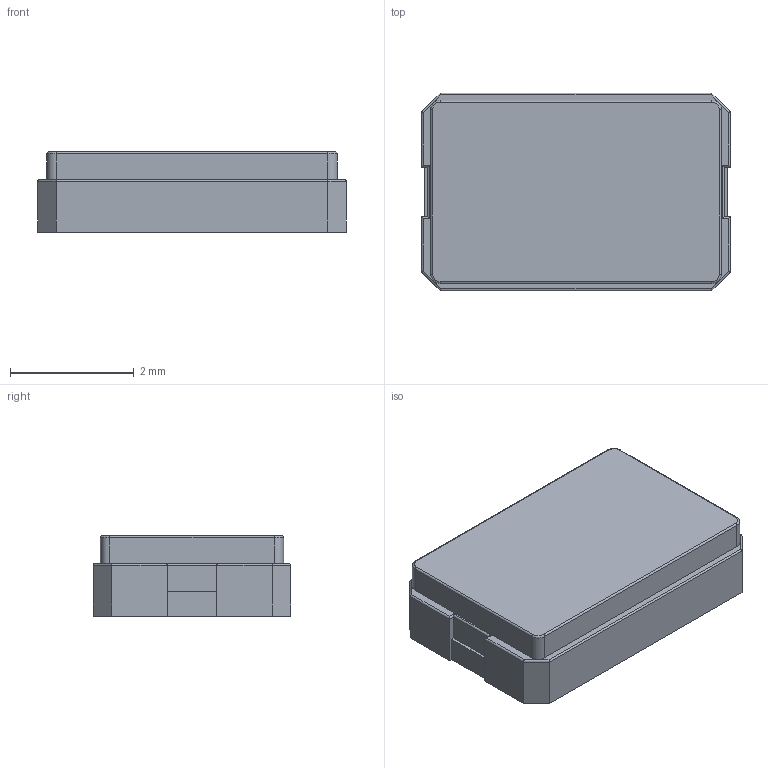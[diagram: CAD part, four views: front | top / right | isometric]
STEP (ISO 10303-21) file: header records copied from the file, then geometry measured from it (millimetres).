
FILE_DESCRIPTION(('FreeCAD Model'),'2;1');
FILE_NAME('5032_2.step', '2017-11-06T11:48:30',('kicad StepUp'),('ksu MCAD'), 'Open CASCADE STEP processor 6.8','FreeCAD','Unknown');
FILE_SCHEMA(('AUTOMOTIVE_DESIGN_CC2 { 1 2 10303 214 -1 1 5 4 }'));
Length unit declared in the file: millimetre
Products named in the file (1): 5032_2
Bounding box: 5 x 3.2 x 1.3 mm (x, y, z)
Volume: 19.6 mm3; surface area: 51.5 mm2
Topology: 1 solids, 1 shells, 57 faces, 142 edges, 88 vertices
Faces by surface type: plane 29, cylinder 24, bspline 4
Entity records: 2112 total; most frequent: CARTESIAN_POINT 410, ORIENTED_EDGE 284, DIRECTION 246, EDGE_CURVE 142, LINE 106, VECTOR 106, VERTEX_POINT 88, AXIS2_PLACEMENT_3D 70
